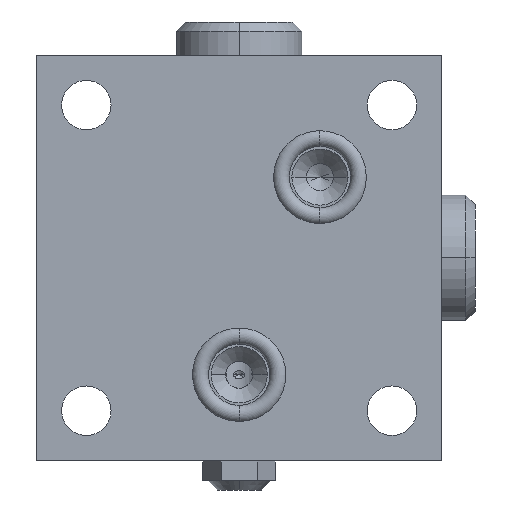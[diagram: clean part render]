
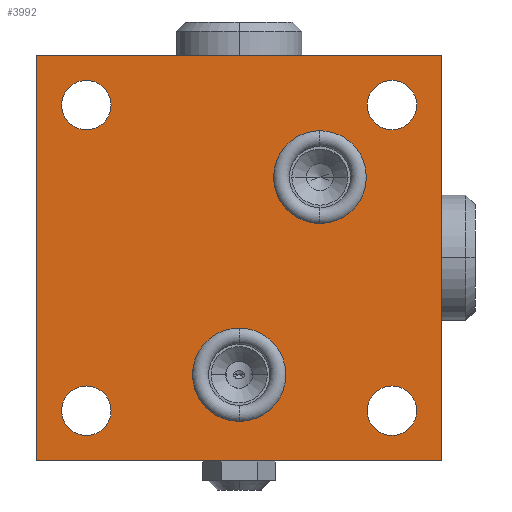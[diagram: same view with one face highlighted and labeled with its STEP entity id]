
A CAD part, front view. The second image highlights one B-rep face of the part: STEP entity #3992.
In plain terms, the highlighted planar face has unit normal (0, -1, 0).
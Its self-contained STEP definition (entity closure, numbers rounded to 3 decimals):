
#431=DIRECTION('',(1.,0.,0.));
#432=VECTOR('',#431,45.);
#433=CARTESIAN_POINT('',(-22.5,-19.75,22.5));
#434=LINE('',#433,#432);
#438=DIRECTION('',(0.,0.,-1.));
#439=VECTOR('',#438,45.);
#440=CARTESIAN_POINT('',(22.5,-19.75,22.5));
#441=LINE('',#440,#439);
#445=DIRECTION('',(-1.,0.,0.));
#446=VECTOR('',#445,45.);
#447=CARTESIAN_POINT('',(22.5,-19.75,-22.5));
#448=LINE('',#447,#446);
#452=DIRECTION('',(0.,0.,1.));
#453=VECTOR('',#452,45.);
#454=CARTESIAN_POINT('',(-22.5,-19.75,-22.5));
#455=LINE('',#454,#453);
#459=CARTESIAN_POINT('',(-17.,-19.75,-17.));
#460=DIRECTION('',(0.,1.,0.));
#461=DIRECTION('',(0.,0.,-1.));
#462=AXIS2_PLACEMENT_3D('',#459,#460,#461);
#467=CARTESIAN_POINT('',(-17.,-19.75,-17.));
#468=DIRECTION('',(0.,1.,0.));
#469=DIRECTION('',(0.,0.,1.));
#470=AXIS2_PLACEMENT_3D('',#467,#468,#469);
#475=CARTESIAN_POINT('',(17.,-19.75,-17.));
#476=DIRECTION('',(0.,1.,0.));
#477=DIRECTION('',(0.,0.,-1.));
#478=AXIS2_PLACEMENT_3D('',#475,#476,#477);
#483=CARTESIAN_POINT('',(17.,-19.75,-17.));
#484=DIRECTION('',(0.,1.,0.));
#485=DIRECTION('',(0.,0.,1.));
#486=AXIS2_PLACEMENT_3D('',#483,#484,#485);
#491=CARTESIAN_POINT('',(17.,-19.75,17.));
#492=DIRECTION('',(0.,1.,0.));
#493=DIRECTION('',(0.,0.,-1.));
#494=AXIS2_PLACEMENT_3D('',#491,#492,#493);
#499=CARTESIAN_POINT('',(17.,-19.75,17.));
#500=DIRECTION('',(0.,1.,0.));
#501=DIRECTION('',(0.,0.,1.));
#502=AXIS2_PLACEMENT_3D('',#499,#500,#501);
#507=CARTESIAN_POINT('',(-17.,-19.75,17.));
#508=DIRECTION('',(0.,1.,0.));
#509=DIRECTION('',(0.,0.,-1.));
#510=AXIS2_PLACEMENT_3D('',#507,#508,#509);
#515=CARTESIAN_POINT('',(-17.,-19.75,17.));
#516=DIRECTION('',(0.,1.,0.));
#517=DIRECTION('',(0.,0.,1.));
#518=AXIS2_PLACEMENT_3D('',#515,#516,#517);
#523=CARTESIAN_POINT('',(0.,-19.75,-13.));
#524=DIRECTION('',(0.,-1.,0.));
#525=DIRECTION('',(-1.,0.,0.));
#526=AXIS2_PLACEMENT_3D('',#523,#524,#525);
#531=CARTESIAN_POINT('',(0.,-19.75,-13.));
#532=DIRECTION('',(0.,-1.,0.));
#533=DIRECTION('',(1.,0.,0.));
#534=AXIS2_PLACEMENT_3D('',#531,#532,#533);
#539=CARTESIAN_POINT('',(8.99,-19.75,8.99));
#540=DIRECTION('',(0.,1.,0.));
#541=DIRECTION('',(0.,0.,1.));
#542=AXIS2_PLACEMENT_3D('',#539,#540,#541);
#547=CARTESIAN_POINT('',(8.99,-19.75,8.99));
#548=DIRECTION('',(0.,1.,0.));
#549=DIRECTION('',(0.,0.,-1.));
#550=AXIS2_PLACEMENT_3D('',#547,#548,#549);
#3291=CARTESIAN_POINT('',(-22.5,-19.75,22.5));
#3292=CARTESIAN_POINT('',(22.5,-19.75,22.5));
#3293=VERTEX_POINT('',#3291);
#3294=VERTEX_POINT('',#3292);
#3295=CARTESIAN_POINT('',(22.5,-19.75,-22.5));
#3296=VERTEX_POINT('',#3295);
#3297=CARTESIAN_POINT('',(-22.5,-19.75,-22.5));
#3298=VERTEX_POINT('',#3297);
#3339=CARTESIAN_POINT('',(-17.,-19.75,-19.75));
#3340=CARTESIAN_POINT('',(-17.,-19.75,-14.25));
#3341=VERTEX_POINT('',#3339);
#3342=VERTEX_POINT('',#3340);
#3343=CARTESIAN_POINT('',(17.,-19.75,-19.75));
#3344=CARTESIAN_POINT('',(17.,-19.75,-14.25));
#3345=VERTEX_POINT('',#3343);
#3346=VERTEX_POINT('',#3344);
#3347=CARTESIAN_POINT('',(17.,-19.75,14.25));
#3348=CARTESIAN_POINT('',(17.,-19.75,19.75));
#3349=VERTEX_POINT('',#3347);
#3350=VERTEX_POINT('',#3348);
#3351=CARTESIAN_POINT('',(-17.,-19.75,14.25));
#3352=CARTESIAN_POINT('',(-17.,-19.75,19.75));
#3353=VERTEX_POINT('',#3351);
#3354=VERTEX_POINT('',#3352);
#3417=CARTESIAN_POINT('',(-5.195,-19.75,-13.));
#3418=CARTESIAN_POINT('',(5.195,-19.75,-13.));
#3419=VERTEX_POINT('',#3417);
#3420=VERTEX_POINT('',#3418);
#3537=CARTESIAN_POINT('',(8.99,-19.75,3.832));
#3538=VERTEX_POINT('',#3537);
#3539=CARTESIAN_POINT('',(8.99,-19.75,14.148));
#3540=VERTEX_POINT('',#3539);
#3943=CARTESIAN_POINT('',(0.,-19.75,0.));
#3944=DIRECTION('',(0.,1.,0.));
#3945=DIRECTION('',(0.,0.,-1.));
#3946=AXIS2_PLACEMENT_3D('',#3943,#3944,#3945);
#3947=PLANE('',#3946);
#3949=ORIENTED_EDGE('',*,*,#3948,.T.);
#3951=ORIENTED_EDGE('',*,*,#3950,.T.);
#3953=ORIENTED_EDGE('',*,*,#3952,.T.);
#3955=ORIENTED_EDGE('',*,*,#3954,.T.);
#3956=EDGE_LOOP('',(#3949,#3951,#3953,#3955));
#3957=FACE_OUTER_BOUND('',#3956,.F.);
#3959=ORIENTED_EDGE('',*,*,#3958,.F.);
#3961=ORIENTED_EDGE('',*,*,#3960,.F.);
#3962=EDGE_LOOP('',(#3959,#3961));
#3963=FACE_BOUND('',#3962,.F.);
#3965=ORIENTED_EDGE('',*,*,#3964,.F.);
#3967=ORIENTED_EDGE('',*,*,#3966,.F.);
#3968=EDGE_LOOP('',(#3965,#3967));
#3969=FACE_BOUND('',#3968,.F.);
#3971=ORIENTED_EDGE('',*,*,#3970,.F.);
#3973=ORIENTED_EDGE('',*,*,#3972,.F.);
#3974=EDGE_LOOP('',(#3971,#3973));
#3975=FACE_BOUND('',#3974,.F.);
#3977=ORIENTED_EDGE('',*,*,#3976,.F.);
#3979=ORIENTED_EDGE('',*,*,#3978,.F.);
#3980=EDGE_LOOP('',(#3977,#3979));
#3981=FACE_BOUND('',#3980,.F.);
#3982=ORIENTED_EDGE('',*,*,#3685,.T.);
#3983=ORIENTED_EDGE('',*,*,#3620,.T.);
#3984=EDGE_LOOP('',(#3982,#3983));
#3985=FACE_BOUND('',#3984,.F.);
#3987=ORIENTED_EDGE('',*,*,#3986,.F.);
#3989=ORIENTED_EDGE('',*,*,#3988,.F.);
#3990=EDGE_LOOP('',(#3987,#3989));
#3991=FACE_BOUND('',#3990,.F.);
#463=CIRCLE('',#462,2.75);
#471=CIRCLE('',#470,2.75);
#479=CIRCLE('',#478,2.75);
#487=CIRCLE('',#486,2.75);
#495=CIRCLE('',#494,2.75);
#503=CIRCLE('',#502,2.75);
#511=CIRCLE('',#510,2.75);
#519=CIRCLE('',#518,2.75);
#527=CIRCLE('',#526,5.195);
#535=CIRCLE('',#534,5.195);
#543=CIRCLE('',#542,5.158);
#551=CIRCLE('',#550,5.158);
#3620=EDGE_CURVE('',#3420,#3419,#535,.T.);
#3685=EDGE_CURVE('',#3419,#3420,#527,.T.);
#3948=EDGE_CURVE('',#3293,#3294,#434,.T.);
#3950=EDGE_CURVE('',#3294,#3296,#441,.T.);
#3952=EDGE_CURVE('',#3296,#3298,#448,.T.);
#3954=EDGE_CURVE('',#3298,#3293,#455,.T.);
#3958=EDGE_CURVE('',#3341,#3342,#463,.T.);
#3960=EDGE_CURVE('',#3342,#3341,#471,.T.);
#3964=EDGE_CURVE('',#3345,#3346,#479,.T.);
#3966=EDGE_CURVE('',#3346,#3345,#487,.T.);
#3970=EDGE_CURVE('',#3349,#3350,#495,.T.);
#3972=EDGE_CURVE('',#3350,#3349,#503,.T.);
#3976=EDGE_CURVE('',#3353,#3354,#511,.T.);
#3978=EDGE_CURVE('',#3354,#3353,#519,.T.);
#3986=EDGE_CURVE('',#3540,#3538,#543,.T.);
#3988=EDGE_CURVE('',#3538,#3540,#551,.T.);
#3992=ADVANCED_FACE('',(#3957,#3963,#3969,#3975,#3981,#3985,#3991),#3947,.F.);
